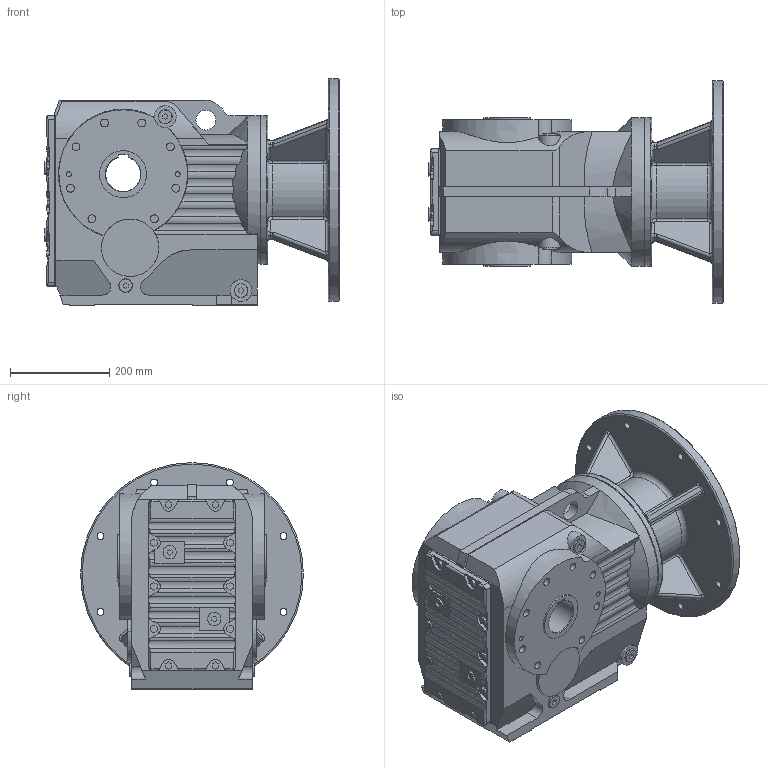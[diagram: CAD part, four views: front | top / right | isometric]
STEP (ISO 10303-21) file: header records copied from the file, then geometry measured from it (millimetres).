
FILE_DESCRIPTION(('STEP AP203'), '1');
FILE_NAME('凎劌膷闉 岍97 AM225', '', ('UNSPECIFIED'), ('UNSPECIFIED'), 'ASCON STEP Converter 1.3', 'ASCON Math Kernel', '');
FILE_SCHEMA(('CONFIG_CONTROL_DESIGN'));
Length unit declared in the file: millimetre
Products named in the file (13): Verschlussbohrungen B-Seite; Verschlussbohrungen B-Seite_2; Verschlussbohrungen B-Seite_1; Verschlussbohrungen B-Seite_3; Verschlussbohrungen B-Seite_4; Verschlussbohrungen B-Seite_5; Verschlussbohrungen B-Seite_6; Verschlussbohrungen B-Seite_7; Verschlussbohrungen B-Seite_8; Verschlussbohrungen B-Seite_9; Verschlussbohrungen B-Seite_10
Assembly tree (12 placements, depth 2):
  (unnamed)
    Verschlussbohrungen B-Seite
    Verschlussbohrungen B-Seite_2
    Verschlussbohrungen B-Seite_1
    Verschlussbohrungen B-Seite_3
    Verschlussbohrungen B-Seite_4
    Verschlussbohrungen B-Seite_5
    Verschlussbohrungen B-Seite_6
    Verschlussbohrungen B-Seite_7
    Verschlussbohrungen B-Seite_8
    Verschlussbohrungen B-Seite_9
    Verschlussbohrungen B-Seite_10
    (unnamed)
Bounding box: 594 x 450 x 458 mm (x, y, z)
Volume: 45482347.5 mm3; surface area: 1856882.5 mm2
Topology: 12 solids, 12 shells, 720 faces, 1759 edges, 1131 vertices
Faces by surface type: plane 386, cylinder 258, cone 26, torus 26, bspline 24
Full cylindrical faces by diameter (mm): 10 x4, 13.5 x4, 14 x8, 16 x18, 20 x4, 27 x8, 28 x6, 40 x1, 44 x2, 95 x2, 120 x1, 124 x1, 150 x3, 151 x1, 155 x1, 230 x1, 233 x1, 300 x2, 347 x1, 350 x1, 450 x1
Entity records: 36521 total; most frequent: CARTESIAN_POINT 13796, ORIENTED_EDGE 3340, DIRECTION 3173, EDGE_CURVE 1670, VERTEX_POINT 1131, AXIS2_PLACEMENT_3D 1092, LINE 989, VECTOR 989
